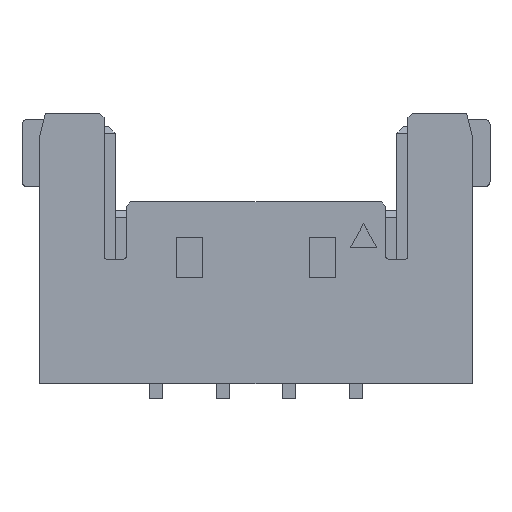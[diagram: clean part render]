
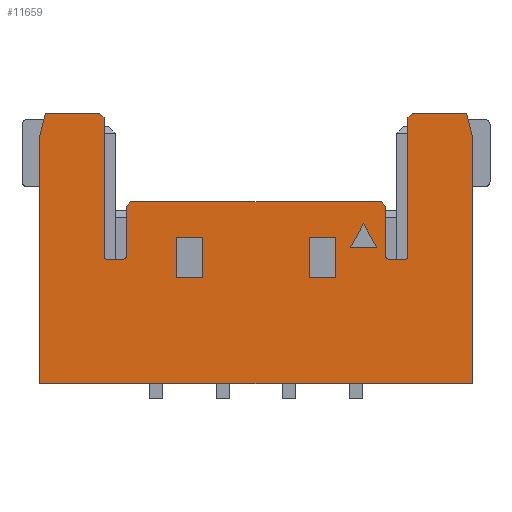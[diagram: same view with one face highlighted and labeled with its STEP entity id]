
A CAD part, top view. The second image highlights one B-rep face of the part: STEP entity #11659.
In plain terms, the highlighted planar face has unit normal (0, 0, 1).
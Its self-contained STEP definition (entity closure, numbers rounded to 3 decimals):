
#3499=DIRECTION('',(0.,-1.,0.));
#3500=VECTOR('',#3499,3.12);
#3501=CARTESIAN_POINT('',(-3.425,6.,0.98));
#3502=LINE('',#3501,#3500);
#3503=CARTESIAN_POINT('',(-3.345,2.88,0.98));
#3504=DIRECTION('',(0.,0.,1.));
#3505=DIRECTION('',(-1.,0.,0.));
#3506=AXIS2_PLACEMENT_3D('',#3503,#3504,#3505);
#3508=DIRECTION('',(1.,0.,0.));
#3509=VECTOR('',#3508,0.34);
#3510=CARTESIAN_POINT('',(-3.345,2.8,0.98));
#3511=LINE('',#3510,#3509);
#3512=CARTESIAN_POINT('',(-3.005,2.88,0.98));
#3513=DIRECTION('',(0.,0.,1.));
#3514=DIRECTION('',(0.,-1.,0.));
#3515=AXIS2_PLACEMENT_3D('',#3512,#3513,#3514);
#3517=DIRECTION('',(0.,1.,0.));
#3518=VECTOR('',#3517,1.12);
#3519=CARTESIAN_POINT('',(-2.925,2.88,0.98));
#3520=LINE('',#3519,#3518);
#3521=DIRECTION('',(0.707,0.707,0.));
#3522=VECTOR('',#3521,0.141);
#3523=CARTESIAN_POINT('',(-2.925,4.,0.98));
#3524=LINE('',#3523,#3522);
#3525=DIRECTION('',(-1.,0.,0.));
#3526=VECTOR('',#3525,5.65);
#3527=CARTESIAN_POINT('',(2.825,4.1,0.98));
#3528=LINE('',#3527,#3526);
#3529=DIRECTION('',(0.707,-0.707,0.));
#3530=VECTOR('',#3529,0.141);
#3531=CARTESIAN_POINT('',(2.825,4.1,0.98));
#3532=LINE('',#3531,#3530);
#3533=DIRECTION('',(0.,-1.,0.));
#3534=VECTOR('',#3533,1.12);
#3535=CARTESIAN_POINT('',(2.925,4.,0.98));
#3536=LINE('',#3535,#3534);
#3537=CARTESIAN_POINT('',(3.005,2.88,0.98));
#3538=DIRECTION('',(0.,0.,1.));
#3539=DIRECTION('',(-1.,0.,0.));
#3540=AXIS2_PLACEMENT_3D('',#3537,#3538,#3539);
#3542=DIRECTION('',(1.,0.,0.));
#3543=VECTOR('',#3542,0.34);
#3544=CARTESIAN_POINT('',(3.005,2.8,0.98));
#3545=LINE('',#3544,#3543);
#3546=CARTESIAN_POINT('',(3.345,2.88,0.98));
#3547=DIRECTION('',(0.,0.,1.));
#3548=DIRECTION('',(0.,-1.,0.));
#3549=AXIS2_PLACEMENT_3D('',#3546,#3547,#3548);
#3551=DIRECTION('',(0.,1.,0.));
#3552=VECTOR('',#3551,3.12);
#3553=CARTESIAN_POINT('',(3.425,2.88,0.98));
#3554=LINE('',#3553,#3552);
#3555=DIRECTION('',(0.707,0.707,0.));
#3556=VECTOR('',#3555,0.141);
#3557=CARTESIAN_POINT('',(3.425,6.,0.98));
#3558=LINE('',#3557,#3556);
#3559=DIRECTION('',(-1.,0.,0.));
#3560=VECTOR('',#3559,1.22);
#3561=CARTESIAN_POINT('',(4.745,6.1,0.98));
#3562=LINE('',#3561,#3560);
#3563=DIRECTION('',(-0.252,0.968,0.));
#3564=VECTOR('',#3563,0.517);
#3565=CARTESIAN_POINT('',(4.875,5.6,0.98));
#3566=LINE('',#3565,#3564);
#3567=DIRECTION('',(0.,1.,0.));
#3568=VECTOR('',#3567,5.6);
#3569=CARTESIAN_POINT('',(4.875,0.,0.98));
#3570=LINE('',#3569,#3568);
#3571=DIRECTION('',(1.,0.,0.));
#3572=VECTOR('',#3571,9.75);
#3573=CARTESIAN_POINT('',(-4.875,0.,0.98));
#3574=LINE('',#3573,#3572);
#3575=DIRECTION('',(0.,-1.,0.));
#3576=VECTOR('',#3575,5.6);
#3577=CARTESIAN_POINT('',(-4.875,5.6,0.98));
#3578=LINE('',#3577,#3576);
#3579=DIRECTION('',(-0.252,-0.968,0.));
#3580=VECTOR('',#3579,0.517);
#3581=CARTESIAN_POINT('',(-4.745,6.1,0.98));
#3582=LINE('',#3581,#3580);
#3583=DIRECTION('',(-1.,0.,0.));
#3584=VECTOR('',#3583,1.22);
#3585=CARTESIAN_POINT('',(-3.525,6.1,0.98));
#3586=LINE('',#3585,#3584);
#3587=DIRECTION('',(0.707,-0.707,0.));
#3588=VECTOR('',#3587,0.141);
#3589=CARTESIAN_POINT('',(-3.525,6.1,0.98));
#3590=LINE('',#3589,#3588);
#3591=DIRECTION('',(0.,-1.,0.));
#3592=VECTOR('',#3591,0.9);
#3593=CARTESIAN_POINT('',(-1.8,3.3,0.98));
#3594=LINE('',#3593,#3592);
#3595=DIRECTION('',(1.,0.,0.));
#3596=VECTOR('',#3595,0.6);
#3597=CARTESIAN_POINT('',(-1.8,2.4,0.98));
#3598=LINE('',#3597,#3596);
#3599=DIRECTION('',(0.,1.,0.));
#3600=VECTOR('',#3599,0.9);
#3601=CARTESIAN_POINT('',(-1.2,2.4,0.98));
#3602=LINE('',#3601,#3600);
#3603=DIRECTION('',(-1.,0.,0.));
#3604=VECTOR('',#3603,0.6);
#3605=CARTESIAN_POINT('',(-1.2,3.3,0.98));
#3606=LINE('',#3605,#3604);
#3607=DIRECTION('',(-1.,0.,0.));
#3608=VECTOR('',#3607,0.6);
#3609=CARTESIAN_POINT('',(1.8,3.3,0.98));
#3610=LINE('',#3609,#3608);
#3611=DIRECTION('',(0.,-1.,0.));
#3612=VECTOR('',#3611,0.9);
#3613=CARTESIAN_POINT('',(1.2,3.3,0.98));
#3614=LINE('',#3613,#3612);
#3615=DIRECTION('',(1.,0.,0.));
#3616=VECTOR('',#3615,0.6);
#3617=CARTESIAN_POINT('',(1.2,2.4,0.98));
#3618=LINE('',#3617,#3616);
#3619=DIRECTION('',(0.,1.,0.));
#3620=VECTOR('',#3619,0.9);
#3621=CARTESIAN_POINT('',(1.8,2.4,0.98));
#3622=LINE('',#3621,#3620);
#3623=DIRECTION('',(-0.5,-0.866,0.));
#3624=VECTOR('',#3623,0.6);
#3625=CARTESIAN_POINT('',(2.425,3.6,0.98));
#3626=LINE('',#3625,#3624);
#3627=DIRECTION('',(1.,0.,0.));
#3628=VECTOR('',#3627,0.6);
#3629=CARTESIAN_POINT('',(2.125,3.08,0.98));
#3630=LINE('',#3629,#3628);
#3631=DIRECTION('',(-0.5,0.866,0.));
#3632=VECTOR('',#3631,0.6);
#3633=CARTESIAN_POINT('',(2.725,3.08,0.98));
#3634=LINE('',#3633,#3632);
#5343=CARTESIAN_POINT('',(-4.875,5.6,0.98));
#5344=CARTESIAN_POINT('',(-4.875,0.,0.98));
#5345=VERTEX_POINT('',#5343);
#5346=VERTEX_POINT('',#5344);
#5347=CARTESIAN_POINT('',(4.875,0.,0.98));
#5348=VERTEX_POINT('',#5347);
#5349=CARTESIAN_POINT('',(4.875,5.6,0.98));
#5350=VERTEX_POINT('',#5349);
#5351=CARTESIAN_POINT('',(4.745,6.1,0.98));
#5352=VERTEX_POINT('',#5351);
#5353=CARTESIAN_POINT('',(-4.745,6.1,0.98));
#5354=VERTEX_POINT('',#5353);
#5379=CARTESIAN_POINT('',(-3.425,6.,0.98));
#5380=CARTESIAN_POINT('',(-3.425,2.88,0.98));
#5381=VERTEX_POINT('',#5379);
#5382=VERTEX_POINT('',#5380);
#5383=CARTESIAN_POINT('',(-3.345,2.8,0.98));
#5384=CARTESIAN_POINT('',(-3.005,2.8,0.98));
#5385=VERTEX_POINT('',#5383);
#5386=VERTEX_POINT('',#5384);
#5387=CARTESIAN_POINT('',(-2.925,2.88,0.98));
#5388=CARTESIAN_POINT('',(-2.925,4.,0.98));
#5389=VERTEX_POINT('',#5387);
#5390=VERTEX_POINT('',#5388);
#5391=CARTESIAN_POINT('',(-2.825,4.1,0.98));
#5392=VERTEX_POINT('',#5391);
#5393=CARTESIAN_POINT('',(-3.525,6.1,0.98));
#5394=VERTEX_POINT('',#5393);
#5395=CARTESIAN_POINT('',(3.425,6.,0.98));
#5396=CARTESIAN_POINT('',(3.525,6.1,0.98));
#5397=VERTEX_POINT('',#5395);
#5398=VERTEX_POINT('',#5396);
#5399=CARTESIAN_POINT('',(2.825,4.1,0.98));
#5400=CARTESIAN_POINT('',(2.925,4.,0.98));
#5401=VERTEX_POINT('',#5399);
#5402=VERTEX_POINT('',#5400);
#5403=CARTESIAN_POINT('',(2.925,2.88,0.98));
#5404=VERTEX_POINT('',#5403);
#5405=CARTESIAN_POINT('',(3.005,2.8,0.98));
#5406=CARTESIAN_POINT('',(3.345,2.8,0.98));
#5407=VERTEX_POINT('',#5405);
#5408=VERTEX_POINT('',#5406);
#5409=CARTESIAN_POINT('',(3.425,2.88,0.98));
#5410=VERTEX_POINT('',#5409);
#6254=CARTESIAN_POINT('',(-1.8,3.3,0.98));
#6255=CARTESIAN_POINT('',(-1.8,2.4,0.98));
#6256=VERTEX_POINT('',#6254);
#6257=VERTEX_POINT('',#6255);
#6258=CARTESIAN_POINT('',(-1.2,2.4,0.98));
#6259=VERTEX_POINT('',#6258);
#6260=CARTESIAN_POINT('',(-1.2,3.3,0.98));
#6261=VERTEX_POINT('',#6260);
#6262=CARTESIAN_POINT('',(1.8,3.3,0.98));
#6263=CARTESIAN_POINT('',(1.2,3.3,0.98));
#6264=VERTEX_POINT('',#6262);
#6265=VERTEX_POINT('',#6263);
#6266=CARTESIAN_POINT('',(1.2,2.4,0.98));
#6267=VERTEX_POINT('',#6266);
#6268=CARTESIAN_POINT('',(1.8,2.4,0.98));
#6269=VERTEX_POINT('',#6268);
#6968=CARTESIAN_POINT('',(2.425,3.6,0.98));
#6969=CARTESIAN_POINT('',(2.125,3.08,0.98));
#6970=VERTEX_POINT('',#6968);
#6971=VERTEX_POINT('',#6969);
#6972=CARTESIAN_POINT('',(2.725,3.08,0.98));
#6973=VERTEX_POINT('',#6972);
#11585=CARTESIAN_POINT('',(0.,0.,0.98));
#11586=DIRECTION('',(0.,0.,1.));
#11587=DIRECTION('',(0.,-1.,0.));
#11588=AXIS2_PLACEMENT_3D('',#11585,#11586,#11587);
#11589=PLANE('',#11588);
#11590=ORIENTED_EDGE('',*,*,#9523,.T.);
#11592=ORIENTED_EDGE('',*,*,#11591,.T.);
#11594=ORIENTED_EDGE('',*,*,#11593,.T.);
#11596=ORIENTED_EDGE('',*,*,#11595,.T.);
#11598=ORIENTED_EDGE('',*,*,#11597,.T.);
#11600=ORIENTED_EDGE('',*,*,#11599,.T.);
#11602=ORIENTED_EDGE('',*,*,#11601,.F.);
#11604=ORIENTED_EDGE('',*,*,#11603,.T.);
#11606=ORIENTED_EDGE('',*,*,#11605,.T.);
#11608=ORIENTED_EDGE('',*,*,#11607,.T.);
#11610=ORIENTED_EDGE('',*,*,#11609,.T.);
#11612=ORIENTED_EDGE('',*,*,#11611,.T.);
#11613=ORIENTED_EDGE('',*,*,#9614,.T.);
#11615=ORIENTED_EDGE('',*,*,#11614,.T.);
#11617=ORIENTED_EDGE('',*,*,#11616,.F.);
#11619=ORIENTED_EDGE('',*,*,#11618,.F.);
#11621=ORIENTED_EDGE('',*,*,#11620,.F.);
#11622=ORIENTED_EDGE('',*,*,#7151,.F.);
#11624=ORIENTED_EDGE('',*,*,#11623,.F.);
#11626=ORIENTED_EDGE('',*,*,#11625,.F.);
#11627=ORIENTED_EDGE('',*,*,#11573,.F.);
#11628=ORIENTED_EDGE('',*,*,#9501,.T.);
#11629=EDGE_LOOP('',(#11590,#11592,#11594,#11596,#11598,#11600,#11602,#11604,
#11606,#11608,#11610,#11612,#11613,#11615,#11617,#11619,#11621,#11622,#11624,
#11626,#11627,#11628));
#11630=FACE_OUTER_BOUND('',#11629,.F.);
#11632=ORIENTED_EDGE('',*,*,#11631,.T.);
#11634=ORIENTED_EDGE('',*,*,#11633,.T.);
#11636=ORIENTED_EDGE('',*,*,#11635,.T.);
#11638=ORIENTED_EDGE('',*,*,#11637,.T.);
#11639=EDGE_LOOP('',(#11632,#11634,#11636,#11638));
#11640=FACE_BOUND('',#11639,.F.);
#11642=ORIENTED_EDGE('',*,*,#11641,.T.);
#11644=ORIENTED_EDGE('',*,*,#11643,.T.);
#11646=ORIENTED_EDGE('',*,*,#11645,.T.);
#11648=ORIENTED_EDGE('',*,*,#11647,.T.);
#11649=EDGE_LOOP('',(#11642,#11644,#11646,#11648));
#11650=FACE_BOUND('',#11649,.F.);
#11652=ORIENTED_EDGE('',*,*,#11651,.T.);
#11654=ORIENTED_EDGE('',*,*,#11653,.T.);
#11656=ORIENTED_EDGE('',*,*,#11655,.T.);
#11657=EDGE_LOOP('',(#11652,#11654,#11656));
#11658=FACE_BOUND('',#11657,.F.);
#11659=ADVANCED_FACE('',(#11630,#11640,#11650,#11658),#11589,.T.);
#3507=CIRCLE('',#3506,0.08);
#3516=CIRCLE('',#3515,0.08);
#3541=CIRCLE('',#3540,0.08);
#3550=CIRCLE('',#3549,0.08);
#7151=EDGE_CURVE('',#5346,#5348,#3574,.T.);
#9501=EDGE_CURVE('',#5394,#5381,#3590,.T.);
#9523=EDGE_CURVE('',#5381,#5382,#3502,.T.);
#9614=EDGE_CURVE('',#5410,#5397,#3554,.T.);
#11573=EDGE_CURVE('',#5394,#5354,#3586,.T.);
#11591=EDGE_CURVE('',#5382,#5385,#3507,.T.);
#11593=EDGE_CURVE('',#5385,#5386,#3511,.T.);
#11595=EDGE_CURVE('',#5386,#5389,#3516,.T.);
#11597=EDGE_CURVE('',#5389,#5390,#3520,.T.);
#11599=EDGE_CURVE('',#5390,#5392,#3524,.T.);
#11601=EDGE_CURVE('',#5401,#5392,#3528,.T.);
#11603=EDGE_CURVE('',#5401,#5402,#3532,.T.);
#11605=EDGE_CURVE('',#5402,#5404,#3536,.T.);
#11607=EDGE_CURVE('',#5404,#5407,#3541,.T.);
#11609=EDGE_CURVE('',#5407,#5408,#3545,.T.);
#11611=EDGE_CURVE('',#5408,#5410,#3550,.T.);
#11614=EDGE_CURVE('',#5397,#5398,#3558,.T.);
#11616=EDGE_CURVE('',#5352,#5398,#3562,.T.);
#11618=EDGE_CURVE('',#5350,#5352,#3566,.T.);
#11620=EDGE_CURVE('',#5348,#5350,#3570,.T.);
#11623=EDGE_CURVE('',#5345,#5346,#3578,.T.);
#11625=EDGE_CURVE('',#5354,#5345,#3582,.T.);
#11631=EDGE_CURVE('',#6256,#6257,#3594,.T.);
#11633=EDGE_CURVE('',#6257,#6259,#3598,.T.);
#11635=EDGE_CURVE('',#6259,#6261,#3602,.T.);
#11637=EDGE_CURVE('',#6261,#6256,#3606,.T.);
#11641=EDGE_CURVE('',#6264,#6265,#3610,.T.);
#11643=EDGE_CURVE('',#6265,#6267,#3614,.T.);
#11645=EDGE_CURVE('',#6267,#6269,#3618,.T.);
#11647=EDGE_CURVE('',#6269,#6264,#3622,.T.);
#11651=EDGE_CURVE('',#6970,#6971,#3626,.T.);
#11653=EDGE_CURVE('',#6971,#6973,#3630,.T.);
#11655=EDGE_CURVE('',#6973,#6970,#3634,.T.);
